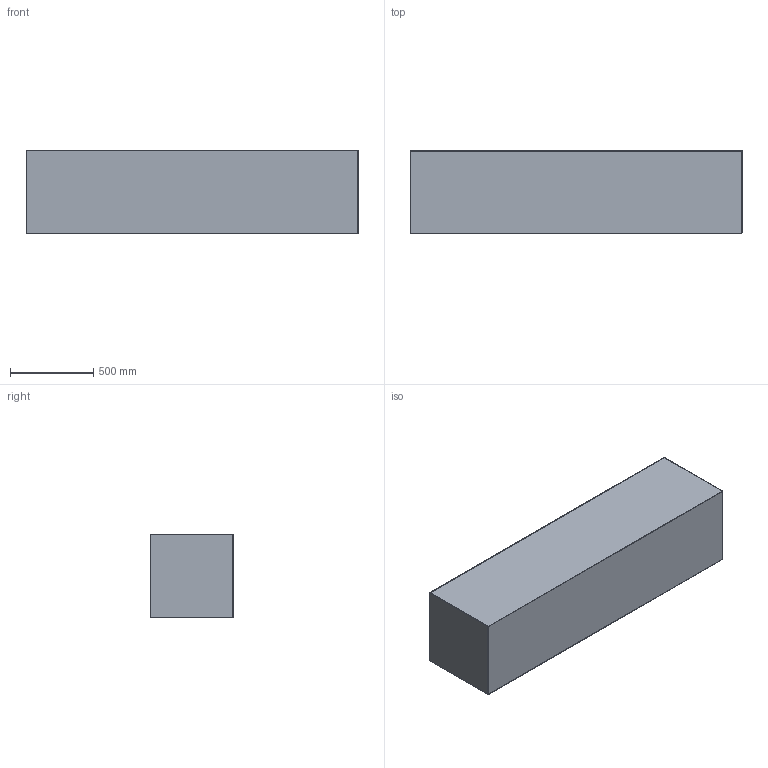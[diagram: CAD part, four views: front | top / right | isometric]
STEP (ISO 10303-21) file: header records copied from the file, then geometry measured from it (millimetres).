
FILE_DESCRIPTION(/* description */ ('STEP AP214'),/* implementation_level */ '2;1');
FILE_NAME(/* name */ '68cd225bbf0097b6be80d630',/* time_stamp */ '2025-09-19T09:29:00Z',/* author */ (''),/* organization */ (''),/* preprocessor_version */ 'ST-DEVELOPER v20',/* originating_system */ 'ONSHAPE BY PTC INC, 1.203',/* authorisation */ ' ');
FILE_SCHEMA (('AUTOMOTIVE_DESIGN {1 0 10303 214 3 1 1}'));
Length unit declared in the file: metre
Products named in the file (2): Part 2; Part 1
Bounding box: 2000 x 500 x 504 mm (x, y, z)
Volume: 8966392.8 mm3; surface area: 8994685.8 mm2
Topology: 2 solids, 2 shells, 45 faces, 91 edges, 50 vertices
Faces by surface type: plane 36, cylinder 9
Full cylindrical faces by diameter (mm): 55 x1
Entity records: 1181 total; most frequent: DIRECTION 202, CARTESIAN_POINT 187, ORIENTED_EDGE 180, EDGE_CURVE 90, LINE 72, VECTOR 72, AXIS2_PLACEMENT_3D 65, VERTEX_POINT 50
